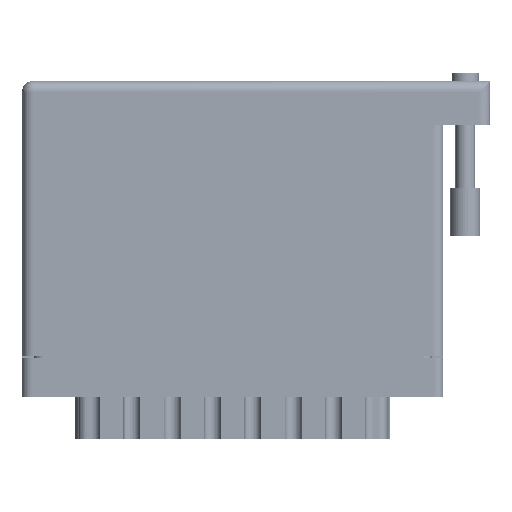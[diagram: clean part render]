
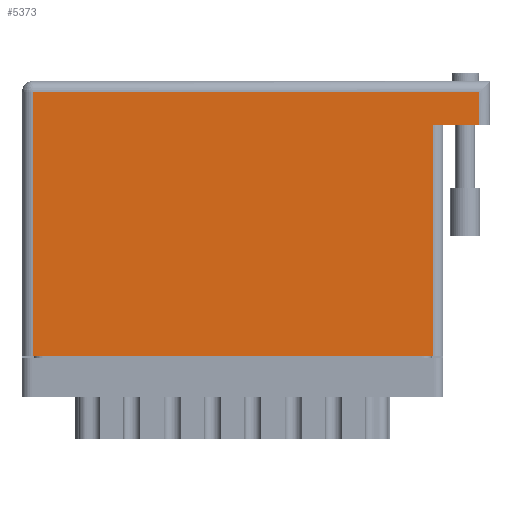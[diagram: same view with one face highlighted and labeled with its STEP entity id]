
A CAD part, front view. The second image highlights one B-rep face of the part: STEP entity #5373.
In plain terms, the highlighted face is planar.
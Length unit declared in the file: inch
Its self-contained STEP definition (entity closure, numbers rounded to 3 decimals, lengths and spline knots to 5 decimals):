
#1353 = CARTESIAN_POINT ( 'NONE',  ( 0.07, 0., 0. ) ) ;
#1380 = DIRECTION ( 'NONE',  ( -1., 0., 0. ) ) ;
#5373 = ADVANCED_FACE ( 'NONE', ( #8236 ), #41343, .F. ) ;
#7083 = VECTOR ( 'NONE', #1380, 39.37008 ) ;
#7329 = CARTESIAN_POINT ( 'NONE',  ( 0., 0., 0. ) ) ;
#8236 = FACE_OUTER_BOUND ( 'NONE', #22861, .T. ) ;
#10835 = ORIENTED_EDGE ( 'NONE', *, *, #47457, .T. ) ;
#12679 = CARTESIAN_POINT ( 'NONE',  ( 2.948, 1.705, 0. ) ) ;
#13389 = CARTESIAN_POINT ( 'NONE',  ( 0., 1.775, 0. ) ) ;
#13787 = CARTESIAN_POINT ( 'NONE',  ( 0.07, 0., 0. ) ) ;
#15144 = CARTESIAN_POINT ( 'NONE',  ( 3.018, 1.495, 0. ) ) ;
#15859 = VERTEX_POINT ( 'NONE', #55290 ) ;
#17519 = ORIENTED_EDGE ( 'NONE', *, *, #49653, .F. ) ;
#20657 = DIRECTION ( 'NONE',  ( -1., 0., 0. ) ) ;
#22861 = EDGE_LOOP ( 'NONE', ( #10835, #54729, #17519, #30383, #27004, #60451 ) ) ;
#23104 = LINE ( 'NONE', #40012, #7083 ) ;
#25127 = VERTEX_POINT ( 'NONE', #60648 ) ;
#27004 = ORIENTED_EDGE ( 'NONE', *, *, #70902, .T. ) ;
#30045 = VECTOR ( 'NONE', #20657, 39.37008 ) ;
#30383 = ORIENTED_EDGE ( 'NONE', *, *, #64644, .T. ) ;
#31430 = AXIS2_PLACEMENT_3D ( 'NONE', #13389, #47610, #70095 ) ;
#32895 = VERTEX_POINT ( 'NONE', #48817 ) ;
#33559 = VECTOR ( 'NONE', #58690, 39.37008 ) ;
#38150 = VECTOR ( 'NONE', #55153, 39.37008 ) ;
#38277 = LINE ( 'NONE', #15144, #30045 ) ;
#38454 = VECTOR ( 'NONE', #54177, 39.37008 ) ;
#39275 = VERTEX_POINT ( 'NONE', #12679 ) ;
#40012 = CARTESIAN_POINT ( 'NONE',  ( 0., 1.705, 0. ) ) ;
#41343 = PLANE ( 'NONE',  #31430 ) ;
#41738 = LINE ( 'NONE', #13787, #33559 ) ;
#42918 = EDGE_CURVE ( 'NONE', #15859, #52921, #66342, .T. ) ;
#46347 = LINE ( 'NONE', #7329, #67636 ) ;
#47457 = EDGE_CURVE ( 'NONE', #58341, #15859, #46347, .T. ) ;
#47610 = DIRECTION ( 'NONE',  ( 0., 0., -1. ) ) ;
#48817 = CARTESIAN_POINT ( 'NONE',  ( 0.07, 1.705, 0. ) ) ;
#49641 = EDGE_CURVE ( 'NONE', #32895, #58341, #41738, .T. ) ;
#49653 = EDGE_CURVE ( 'NONE', #25127, #52921, #38277, .T. ) ;
#52206 = DIRECTION ( 'NONE',  ( 1., 0., 0. ) ) ;
#52921 = VERTEX_POINT ( 'NONE', #64562 ) ;
#54177 = DIRECTION ( 'NONE',  ( 0., 1., 0. ) ) ;
#54729 = ORIENTED_EDGE ( 'NONE', *, *, #42918, .T. ) ;
#55153 = DIRECTION ( 'NONE',  ( 0., 1., 0. ) ) ;
#55290 = CARTESIAN_POINT ( 'NONE',  ( 2.648, 0., 0. ) ) ;
#58341 = VERTEX_POINT ( 'NONE', #1353 ) ;
#58690 = DIRECTION ( 'NONE',  ( 0., -1., 0. ) ) ;
#60451 = ORIENTED_EDGE ( 'NONE', *, *, #49641, .T. ) ;
#60648 = CARTESIAN_POINT ( 'NONE',  ( 2.948, 1.495, 0. ) ) ;
#60692 = CARTESIAN_POINT ( 'NONE',  ( 2.948, 1.775, 0. ) ) ;
#64562 = CARTESIAN_POINT ( 'NONE',  ( 2.648, 1.495, 0. ) ) ;
#64644 = EDGE_CURVE ( 'NONE', #25127, #39275, #65884, .T. ) ;
#65884 = LINE ( 'NONE', #60692, #38150 ) ;
#66342 = LINE ( 'NONE', #70789, #38454 ) ;
#67636 = VECTOR ( 'NONE', #52206, 39.37008 ) ;
#70095 = DIRECTION ( 'NONE',  ( -1., 0., 0. ) ) ;
#70789 = CARTESIAN_POINT ( 'NONE',  ( 2.648, 1.495, 0. ) ) ;
#70902 = EDGE_CURVE ( 'NONE', #39275, #32895, #23104, .T. ) ;
